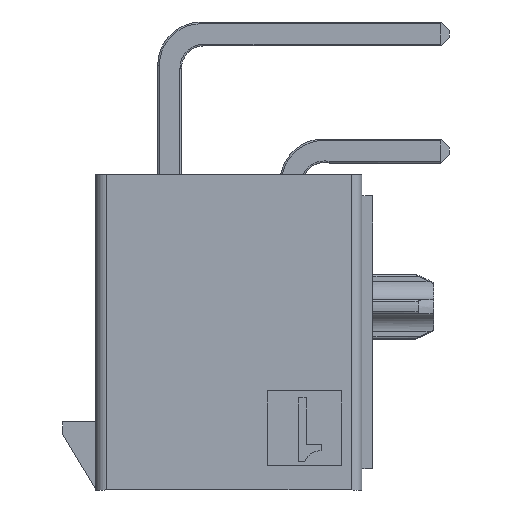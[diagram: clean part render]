
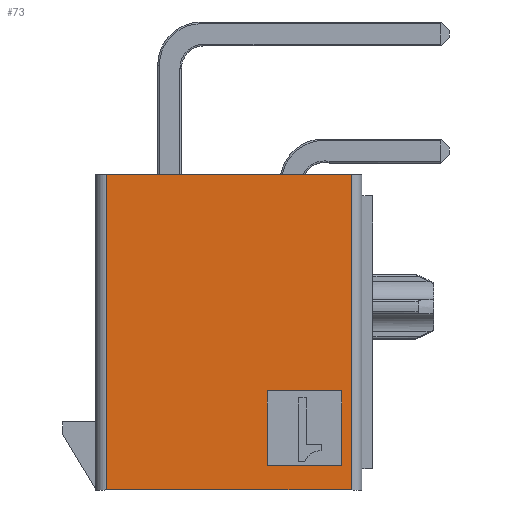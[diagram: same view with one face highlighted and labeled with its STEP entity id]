
A CAD part, left-side view. The second image highlights one B-rep face of the part: STEP entity #73.
In plain terms, the highlighted planar face has unit normal (-1, 0, 0).
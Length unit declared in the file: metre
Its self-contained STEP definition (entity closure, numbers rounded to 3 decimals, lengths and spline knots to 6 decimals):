
#73 = ADVANCED_FACE( '', ( #552, #553 ), #554, .F. );
#552 = FACE_OUTER_BOUND( '', #1484, .T. );
#553 = FACE_BOUND( '', #1485, .T. );
#554 = PLANE( '', #1486 );
#1484 = EDGE_LOOP( '', ( #2618, #2619, #2620, #2621 ) );
#1485 = EDGE_LOOP( '', ( #2622, #2623, #2624, #2625 ) );
#1486 = AXIS2_PLACEMENT_3D( '', #2626, #2627, #2628 );
#2618 = ORIENTED_EDGE( '', *, *, #6289, .F. );
#2619 = ORIENTED_EDGE( '', *, *, #6290, .F. );
#2620 = ORIENTED_EDGE( '', *, *, #6291, .T. );
#2621 = ORIENTED_EDGE( '', *, *, #6292, .F. );
#2622 = ORIENTED_EDGE( '', *, *, #6293, .F. );
#2623 = ORIENTED_EDGE( '', *, *, #6294, .F. );
#2624 = ORIENTED_EDGE( '', *, *, #6295, .F. );
#2625 = ORIENTED_EDGE( '', *, *, #6296, .F. );
#2626 = CARTESIAN_POINT( '', ( -0.051196, 0.003308, 0.015194 ) );
#2627 = DIRECTION( '', ( 1., 0., 0. ) );
#2628 = DIRECTION( '', ( 0., 1., 0. ) );
#6289 = EDGE_CURVE( '', #7595, #7596, #7597, .T. );
#6290 = EDGE_CURVE( '', #7598, #7595, #7599, .T. );
#6291 = EDGE_CURVE( '', #7598, #7600, #7601, .F. );
#6292 = EDGE_CURVE( '', #7596, #7600, #7602, .T. );
#6293 = EDGE_CURVE( '', #7603, #7604, #7605, .T. );
#6294 = EDGE_CURVE( '', #7606, #7603, #7607, .T. );
#6295 = EDGE_CURVE( '', #7608, #7606, #7609, .T. );
#6296 = EDGE_CURVE( '', #7604, #7608, #7610, .T. );
#7595 = VERTEX_POINT( '', #9871 );
#7596 = VERTEX_POINT( '', #9872 );
#7597 = B_SPLINE_CURVE_WITH_KNOTS( '', 1, ( #9873, #9874 ), .UNSPECIFIED., .F., .F., ( 2, 2 ), ( 0., 1. ), .UNSPECIFIED. );
#7598 = VERTEX_POINT( '', #9875 );
#7599 = B_SPLINE_CURVE_WITH_KNOTS( '', 3, ( #9876, #9877, #9878, #9879 ), .UNSPECIFIED., .F., .F., ( 4, 4 ), ( 0., 1. ), .UNSPECIFIED. );
#7600 = VERTEX_POINT( '', #9880 );
#7601 = LINE( '', #9881, #9882 );
#7602 = B_SPLINE_CURVE_WITH_KNOTS( '', 3, ( #9883, #9884, #9885, #9886 ), .UNSPECIFIED., .F., .F., ( 4, 4 ), ( 0., 1. ), .UNSPECIFIED. );
#7603 = VERTEX_POINT( '', #9887 );
#7604 = VERTEX_POINT( '', #9888 );
#7605 = LINE( '', #9889, #9890 );
#7606 = VERTEX_POINT( '', #9891 );
#7607 = LINE( '', #9892, #9893 );
#7608 = VERTEX_POINT( '', #9894 );
#7609 = LINE( '', #9895, #9896 );
#7610 = LINE( '', #9897, #9898 );
#9871 = CARTESIAN_POINT( '', ( -0.051196, 0.009567, 0.012823 ) );
#9872 = CARTESIAN_POINT( '', ( -0.051196, -0.001915, 0.012823 ) );
#9873 = CARTESIAN_POINT( '', ( -0.051196, 0.009567, 0.012823 ) );
#9874 = CARTESIAN_POINT( '', ( -0.051196, -0.001915, 0.012823 ) );
#9875 = CARTESIAN_POINT( '', ( -0.051196, 0.009567, -0.001977 ) );
#9876 = CARTESIAN_POINT( '', ( -0.051196, 0.009567, -0.001977 ) );
#9877 = CARTESIAN_POINT( '', ( -0.051196, 0.009567, 0.002956 ) );
#9878 = CARTESIAN_POINT( '', ( -0.051196, 0.009567, 0.00789 ) );
#9879 = CARTESIAN_POINT( '', ( -0.051196, 0.009567, 0.012823 ) );
#9880 = CARTESIAN_POINT( '', ( -0.051196, -0.001915, -0.001977 ) );
#9881 = CARTESIAN_POINT( '', ( -0.051196, 0.003308, -0.001977 ) );
#9882 = VECTOR( '', #13270, 1. );
#9883 = CARTESIAN_POINT( '', ( -0.051196, -0.001915, 0.012823 ) );
#9884 = CARTESIAN_POINT( '', ( -0.051196, -0.001915, 0.00789 ) );
#9885 = CARTESIAN_POINT( '', ( -0.051196, -0.001915, 0.002956 ) );
#9886 = CARTESIAN_POINT( '', ( -0.051196, -0.001915, -0.001977 ) );
#9887 = CARTESIAN_POINT( '', ( -0.051196, 0.002026, -0.000827 ) );
#9888 = CARTESIAN_POINT( '', ( -0.051196, -0.001474, -0.000827 ) );
#9889 = CARTESIAN_POINT( '', ( -0.051196, 0.002026, -0.000827 ) );
#9890 = VECTOR( '', #13271, 1. );
#9891 = CARTESIAN_POINT( '', ( -0.051196, 0.002026, 0.002673 ) );
#9892 = CARTESIAN_POINT( '', ( -0.051196, 0.002026, 0.002673 ) );
#9893 = VECTOR( '', #13272, 1. );
#9894 = CARTESIAN_POINT( '', ( -0.051196, -0.001474, 0.002673 ) );
#9895 = CARTESIAN_POINT( '', ( -0.051196, -0.001474, 0.002673 ) );
#9896 = VECTOR( '', #13273, 1. );
#9897 = CARTESIAN_POINT( '', ( -0.051196, -0.001474, -0.000827 ) );
#9898 = VECTOR( '', #13274, 1. );
#13270 = DIRECTION( '', ( 0., 1., 0. ) );
#13271 = DIRECTION( '', ( 0., -1., 0. ) );
#13272 = DIRECTION( '', ( 0., 0., -1. ) );
#13273 = DIRECTION( '', ( 0., 1., 0. ) );
#13274 = DIRECTION( '', ( 0., 0., 1. ) );
